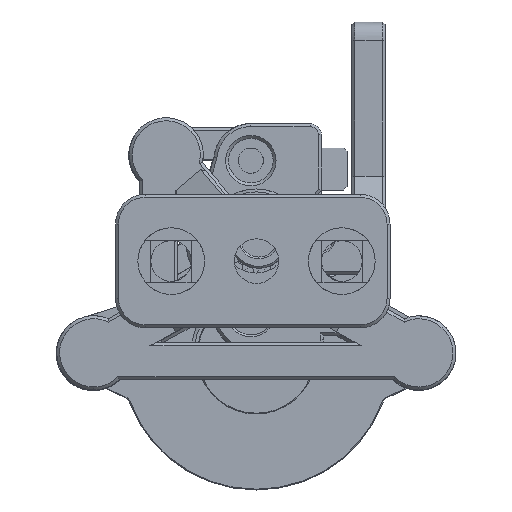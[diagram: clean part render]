
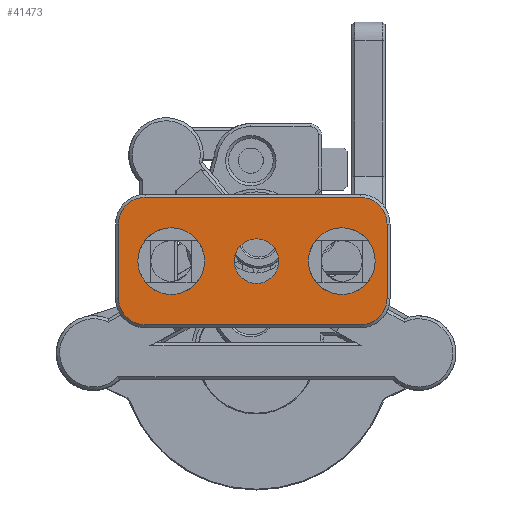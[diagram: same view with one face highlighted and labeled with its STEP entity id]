
A CAD part, front view. The second image highlights one B-rep face of the part: STEP entity #41473.
In plain terms, the highlighted planar face has unit normal (0, -1, 0).
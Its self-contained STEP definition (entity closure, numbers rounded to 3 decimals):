
#40727=CARTESIAN_POINT('',(25.708,-48.134,32.733));
#40728=VERTEX_POINT('',#40727);
#40744=CARTESIAN_POINT('',(22.108,-48.134,36.333));
#40745=VERTEX_POINT('',#40744);
#40752=CARTESIAN_POINT('',(22.108,-48.134,32.733));
#40753=DIRECTION('',(-0.,-1.,-0.));
#40754=DIRECTION('',(0.,-0.,1.));
#40755=AXIS2_PLACEMENT_3D('',#40752,#40753,#40754);
#40756=CIRCLE('',#40755,3.6);
#40757=EDGE_CURVE('',#40728,#40745,#40756,.T.);
#40833=CARTESIAN_POINT('',(22.108,-48.134,19.133));
#40834=VERTEX_POINT('',#40833);
#40850=CARTESIAN_POINT('',(25.708,-48.134,22.733));
#40851=VERTEX_POINT('',#40850);
#40858=CARTESIAN_POINT('',(22.108,-48.134,22.733));
#40859=DIRECTION('',(-0.,-1.,-0.));
#40860=DIRECTION('',(0.,-0.,1.));
#40861=AXIS2_PLACEMENT_3D('',#40858,#40859,#40860);
#40862=CIRCLE('',#40861,3.6);
#40863=EDGE_CURVE('',#40834,#40851,#40862,.T.);
#41305=CARTESIAN_POINT('',(8.108,-48.134,30.733));
#41306=VERTEX_POINT('',#41305);
#41321=CARTESIAN_POINT('',(8.108,-48.134,27.733));
#41322=DIRECTION('',(0.,1.,0.));
#41323=DIRECTION('',(0.,-0.,1.));
#41324=AXIS2_PLACEMENT_3D('',#41321,#41322,#41323);
#41325=CIRCLE('',#41324,3.);
#41326=EDGE_CURVE('',#41306,#41306,#41325,.T.);
#41393=CARTESIAN_POINT('',(-2.372,-48.134,27.733));
#41394=DIRECTION('',(0.,1.,0.));
#41395=DIRECTION('',(-1.,0.,0.));
#41396=AXIS2_PLACEMENT_3D('',#41393,#41394,#41395);
#41397=PLANE('',#41396);
#41398=CARTESIAN_POINT('',(-6.892,-48.134,36.333));
#41399=VERTEX_POINT('',#41398);
#41400=CARTESIAN_POINT('',(22.108,-48.134,36.333));
#41401=DIRECTION('',(-1.,0.,0.));
#41402=VECTOR('',#41401,29.);
#41403=LINE('',#41400,#41402);
#41404=EDGE_CURVE('',#40745,#41399,#41403,.T.);
#41405=ORIENTED_EDGE('',*,*,#41404,.T.);
#41406=CARTESIAN_POINT('',(-10.492,-48.134,32.733));
#41407=VERTEX_POINT('',#41406);
#41408=CARTESIAN_POINT('',(-6.892,-48.134,32.733));
#41409=DIRECTION('',(-0.,-1.,-0.));
#41410=DIRECTION('',(0.,-0.,1.));
#41411=AXIS2_PLACEMENT_3D('',#41408,#41409,#41410);
#41412=CIRCLE('',#41411,3.6);
#41413=EDGE_CURVE('',#41399,#41407,#41412,.T.);
#41414=ORIENTED_EDGE('',*,*,#41413,.T.);
#41415=CARTESIAN_POINT('',(-10.492,-48.134,22.733));
#41416=VERTEX_POINT('',#41415);
#41417=CARTESIAN_POINT('',(-10.492,-48.134,32.733));
#41418=DIRECTION('',(0.,0.,-1.));
#41419=VECTOR('',#41418,10.);
#41420=LINE('',#41417,#41419);
#41421=EDGE_CURVE('',#41407,#41416,#41420,.T.);
#41422=ORIENTED_EDGE('',*,*,#41421,.T.);
#41423=CARTESIAN_POINT('',(-6.892,-48.134,19.133));
#41424=VERTEX_POINT('',#41423);
#41425=CARTESIAN_POINT('',(-6.892,-48.134,22.733));
#41426=DIRECTION('',(-0.,-1.,-0.));
#41427=DIRECTION('',(0.,-0.,1.));
#41428=AXIS2_PLACEMENT_3D('',#41425,#41426,#41427);
#41429=CIRCLE('',#41428,3.6);
#41430=EDGE_CURVE('',#41416,#41424,#41429,.T.);
#41431=ORIENTED_EDGE('',*,*,#41430,.T.);
#41432=CARTESIAN_POINT('',(-6.892,-48.134,19.133));
#41433=DIRECTION('',(1.,-0.,-0.));
#41434=VECTOR('',#41433,29.);
#41435=LINE('',#41432,#41434);
#41436=EDGE_CURVE('',#41424,#40834,#41435,.T.);
#41437=ORIENTED_EDGE('',*,*,#41436,.T.);
#41438=ORIENTED_EDGE('',*,*,#40863,.T.);
#41439=CARTESIAN_POINT('',(25.708,-48.134,22.733));
#41440=DIRECTION('',(0.,-0.,1.));
#41441=VECTOR('',#41440,10.);
#41442=LINE('',#41439,#41441);
#41443=EDGE_CURVE('',#40851,#40728,#41442,.T.);
#41444=ORIENTED_EDGE('',*,*,#41443,.T.);
#41445=ORIENTED_EDGE('',*,*,#40757,.T.);
#41446=EDGE_LOOP('',(#41405,#41414,#41422,#41431,#41437,#41438,#41444,#41445));
#41447=FACE_BOUND('',#41446,.T.);
#41448=CARTESIAN_POINT('',(-3.392,-48.134,23.233));
#41449=VERTEX_POINT('',#41448);
#41450=CARTESIAN_POINT('',(-3.392,-48.134,27.733));
#41451=DIRECTION('',(0.,-1.,-0.));
#41452=DIRECTION('',(0.,0.,-1.));
#41453=AXIS2_PLACEMENT_3D('',#41450,#41451,#41452);
#41454=CIRCLE('',#41453,4.5);
#41455=EDGE_CURVE('',#41449,#41449,#41454,.T.);
#41456=ORIENTED_EDGE('',*,*,#41455,.F.);
#41457=EDGE_LOOP('',(#41456));
#41458=FACE_BOUND('',#41457,.T.);
#41459=CARTESIAN_POINT('',(19.608,-48.134,23.233));
#41460=VERTEX_POINT('',#41459);
#41461=CARTESIAN_POINT('',(19.608,-48.134,27.733));
#41462=DIRECTION('',(0.,-1.,-0.));
#41463=DIRECTION('',(0.,0.,-1.));
#41464=AXIS2_PLACEMENT_3D('',#41461,#41462,#41463);
#41465=CIRCLE('',#41464,4.5);
#41466=EDGE_CURVE('',#41460,#41460,#41465,.T.);
#41467=ORIENTED_EDGE('',*,*,#41466,.F.);
#41468=EDGE_LOOP('',(#41467));
#41469=FACE_BOUND('',#41468,.T.);
#41470=ORIENTED_EDGE('',*,*,#41326,.T.);
#41471=EDGE_LOOP('',(#41470));
#41472=FACE_BOUND('',#41471,.T.);
#41473=ADVANCED_FACE('',(#41447,#41458,#41469,#41472),#41397,.F.);
